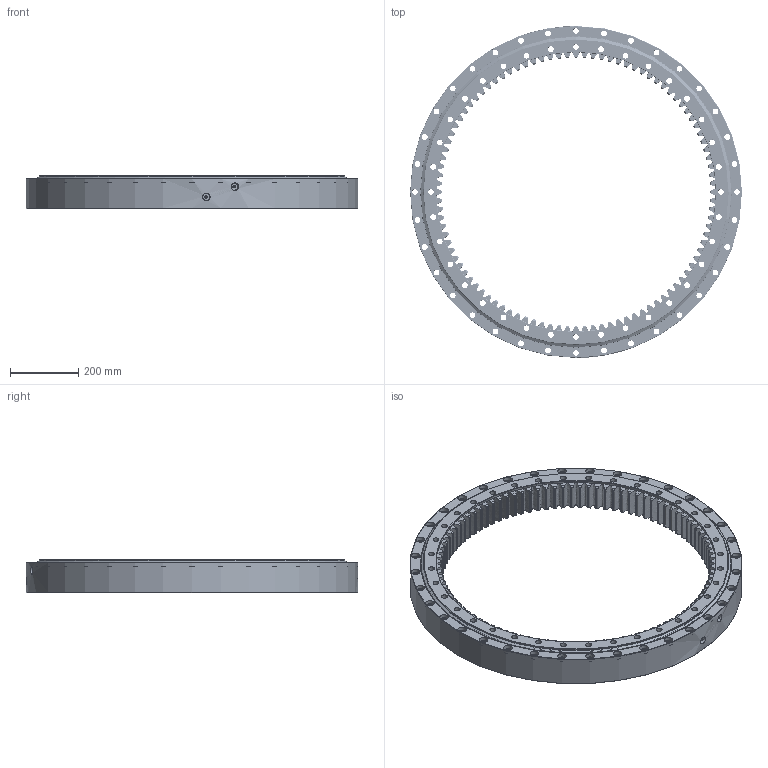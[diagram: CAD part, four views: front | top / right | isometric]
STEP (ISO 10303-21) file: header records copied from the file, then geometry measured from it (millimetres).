
FILE_DESCRIPTION (( 'STEP AP214' ), '1' );
FILE_NAME ('I.973.2.22.00.D.6.STEP', '2020-05-13T10:14:08', ( '' ), ( '' ), 'SwSTEP 2.0', 'SolidWorks 2016', '' );
FILE_SCHEMA (( 'AUTOMOTIVE_DESIGN' ));
Length unit declared in the file: millimetre
Products named in the file (7): I.973.2.22.00.D.6 - IR Seal; Grease nipple M6x1mm; I.973.2.22.00.D.6 - OR; I.973.2.22.00.D.6 - IR; I.973.2.22.00.D.6 - OR Seal; I.973.2.22.00.D.6; Ball D22
Assembly tree (188 placements, depth 2):
  I.973.2.22.00.D.6
    I.973.2.22.00.D.6 - IR
    I.973.2.22.00.D.6 - OR
    Ball D22  x180
    I.973.2.22.00.D.6 - IR Seal
    I.973.2.22.00.D.6 - OR Seal
    Grease nipple M6x1mm  x4
Bounding box: 973 x 973 x 97 mm (x, y, z)
Volume: 18425585.7 mm3; surface area: 2639811.3 mm2
Topology: 188 solids, 188 shells, 1385 faces, 3597 edges, 2318 vertices
Faces by surface type: cylinder 378, plane 330, cone 275, bspline 200, sphere 180, torus 22
Full cylindrical faces by diameter (mm): 2.5 x4, 3 x4, 5 x4, 6 x4, 17 x72, 22 x4, 25 x72, 820 x1, 881.5 x2, 895.5 x4, 898.5 x4, 912.5 x2, 973 x1
Entity records: 100840 total; most frequent: CARTESIAN_POINT 74372, ORIENTED_EDGE 5244, DIRECTION 5006, EDGE_CURVE 2622, AXIS2_PLACEMENT_3D 2300, VERTEX_POINT 1804, EDGE_LOOP 1582, FACE_OUTER_BOUND 1312
